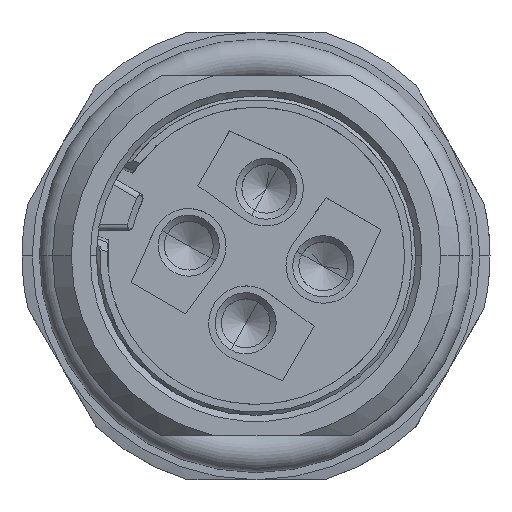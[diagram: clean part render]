
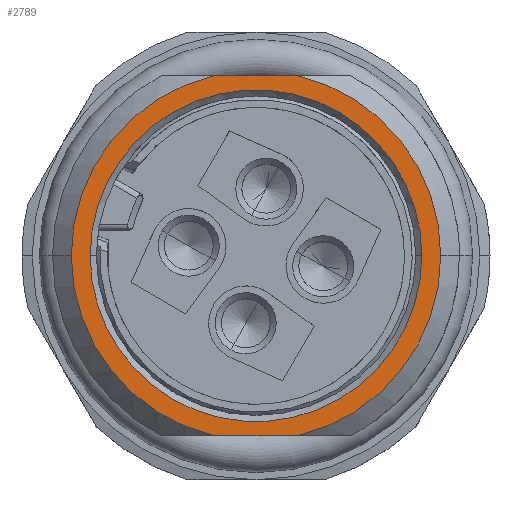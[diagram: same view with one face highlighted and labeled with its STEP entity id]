
A CAD part, top view. The second image highlights one B-rep face of the part: STEP entity #2789.
In plain terms, the highlighted planar face has unit normal (0, 0, 1).
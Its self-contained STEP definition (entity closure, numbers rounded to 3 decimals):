
#2689=AXIS2_PLACEMENT_3D('Circle Axis2P3D',#2687,#2688,$) ;
#2702=AXIS2_PLACEMENT_3D('Plane Axis2P3D',#2699,#2700,#2701) ;
#2706=AXIS2_PLACEMENT_3D('Circle Axis2P3D',#2704,#2705,$) ;
#2711=AXIS2_PLACEMENT_3D('Circle Axis2P3D',#2709,#2710,$) ;
#2718=AXIS2_PLACEMENT_3D('Circle Axis2P3D',#2716,#2717,$) ;
#2171=CARTESIAN_POINT('Vertex',(9.469,19.85,32.)) ;
#2174=CARTESIAN_POINT('Line Origine',(11.5,19.85,32.)) ;
#2178=CARTESIAN_POINT('Vertex',(13.531,19.85,32.)) ;
#2280=CARTESIAN_POINT('Vertex',(13.531,2.15,32.)) ;
#2283=CARTESIAN_POINT('Line Origine',(11.5,2.15,32.)) ;
#2287=CARTESIAN_POINT('Vertex',(9.469,2.15,32.)) ;
#2684=CARTESIAN_POINT('Vertex',(2.42,11.,32.)) ;
#2687=CARTESIAN_POINT('Axis2P3D Location',(11.5,11.,32.)) ;
#2699=CARTESIAN_POINT('Axis2P3D Location',(11.5,11.,32.)) ;
#2704=CARTESIAN_POINT('Axis2P3D Location',(11.5,11.,32.)) ;
#2709=CARTESIAN_POINT('Axis2P3D Location',(11.5,11.,32.)) ;
#2713=CARTESIAN_POINT('Vertex',(20.58,11.,32.)) ;
#2716=CARTESIAN_POINT('Axis2P3D Location',(11.5,11.,32.)) ;
#2730=CARTESIAN_POINT('Control Point',(3.35,11.,32.)) ;
#2731=CARTESIAN_POINT('Control Point',(3.35,11.839,32.)) ;
#2732=CARTESIAN_POINT('Control Point',(3.458,12.678,32.)) ;
#2733=CARTESIAN_POINT('Control Point',(3.674,13.499,32.)) ;
#2734=CARTESIAN_POINT('Control Point',(4.312,15.066,32.)) ;
#2735=CARTESIAN_POINT('Control Point',(5.327,16.42,32.)) ;
#2736=CARTESIAN_POINT('Control Point',(5.919,17.028,32.)) ;
#2737=CARTESIAN_POINT('Control Point',(7.246,18.078,32.)) ;
#2738=CARTESIAN_POINT('Control Point',(8.796,18.757,32.)) ;
#2739=CARTESIAN_POINT('Control Point',(9.61,18.995,32.)) ;
#2740=CARTESIAN_POINT('Control Point',(11.282,19.255,32.)) ;
#2741=CARTESIAN_POINT('Control Point',(12.966,19.083,32.)) ;
#2742=CARTESIAN_POINT('Control Point',(13.792,18.889,32.)) ;
#2743=CARTESIAN_POINT('Control Point',(15.375,18.292,32.)) ;
#2744=CARTESIAN_POINT('Control Point',(16.756,17.314,32.)) ;
#2745=CARTESIAN_POINT('Control Point',(17.379,16.738,32.)) ;
#2746=CARTESIAN_POINT('Control Point',(18.463,15.439,32.)) ;
#2747=CARTESIAN_POINT('Control Point',(19.183,13.908,32.)) ;
#2748=CARTESIAN_POINT('Control Point',(19.442,13.1,32.)) ;
#2749=CARTESIAN_POINT('Control Point',(19.61,12.182,32.)) ;
#2750=CARTESIAN_POINT('Control Point',(19.647,11.258,32.)) ;
#2751=CARTESIAN_POINT('Control Point',(19.649,11.172,32.)) ;
#2752=CARTESIAN_POINT('Control Point',(19.65,11.086,32.)) ;
#2753=CARTESIAN_POINT('Control Point',(19.65,11.,32.)) ;
#2754=CARTESIAN_POINT('Vertex',(3.35,11.,32.)) ;
#2756=CARTESIAN_POINT('Vertex',(19.65,11.,32.)) ;
#2760=CARTESIAN_POINT('Control Point',(19.65,11.,32.)) ;
#2761=CARTESIAN_POINT('Control Point',(19.65,10.161,32.)) ;
#2762=CARTESIAN_POINT('Control Point',(19.542,9.322,32.)) ;
#2763=CARTESIAN_POINT('Control Point',(19.326,8.501,32.)) ;
#2764=CARTESIAN_POINT('Control Point',(18.688,6.934,32.)) ;
#2765=CARTESIAN_POINT('Control Point',(17.673,5.58,32.)) ;
#2766=CARTESIAN_POINT('Control Point',(17.081,4.972,32.)) ;
#2767=CARTESIAN_POINT('Control Point',(15.754,3.922,32.)) ;
#2768=CARTESIAN_POINT('Control Point',(14.204,3.243,32.)) ;
#2769=CARTESIAN_POINT('Control Point',(13.39,3.005,32.)) ;
#2770=CARTESIAN_POINT('Control Point',(11.718,2.745,32.)) ;
#2771=CARTESIAN_POINT('Control Point',(10.034,2.917,32.)) ;
#2772=CARTESIAN_POINT('Control Point',(9.208,3.111,32.)) ;
#2773=CARTESIAN_POINT('Control Point',(7.625,3.708,32.)) ;
#2774=CARTESIAN_POINT('Control Point',(6.244,4.686,32.)) ;
#2775=CARTESIAN_POINT('Control Point',(5.621,5.262,32.)) ;
#2776=CARTESIAN_POINT('Control Point',(4.537,6.561,32.)) ;
#2777=CARTESIAN_POINT('Control Point',(3.817,8.092,32.)) ;
#2778=CARTESIAN_POINT('Control Point',(3.558,8.9,32.)) ;
#2779=CARTESIAN_POINT('Control Point',(3.39,9.818,32.)) ;
#2780=CARTESIAN_POINT('Control Point',(3.353,10.742,32.)) ;
#2781=CARTESIAN_POINT('Control Point',(3.351,10.828,32.)) ;
#2782=CARTESIAN_POINT('Control Point',(3.35,10.914,32.)) ;
#2783=CARTESIAN_POINT('Control Point',(3.35,11.,32.)) ;
#2175=DIRECTION('Vector Direction',(1.,0.,0.)) ;
#2284=DIRECTION('Vector Direction',(-1.,0.,0.)) ;
#2688=DIRECTION('Axis2P3D Direction',(0.,-0.,-1.)) ;
#2700=DIRECTION('Axis2P3D Direction',(0.,0.,1.)) ;
#2701=DIRECTION('Axis2P3D XDirection',(-1.,0.,0.)) ;
#2705=DIRECTION('Axis2P3D Direction',(0.,0.,1.)) ;
#2710=DIRECTION('Axis2P3D Direction',(0.,0.,1.)) ;
#2717=DIRECTION('Axis2P3D Direction',(0.,0.,1.)) ;
#2176=VECTOR('Line Direction',#2175,1.) ;
#2285=VECTOR('Line Direction',#2284,1.) ;
#2722=ORIENTED_EDGE('',*,*,#2180,.F.) ;
#2723=ORIENTED_EDGE('',*,*,#2691,.T.) ;
#2724=ORIENTED_EDGE('',*,*,#2708,.T.) ;
#2725=ORIENTED_EDGE('',*,*,#2289,.F.) ;
#2726=ORIENTED_EDGE('',*,*,#2715,.T.) ;
#2727=ORIENTED_EDGE('',*,*,#2720,.T.) ;
#2786=ORIENTED_EDGE('',*,*,#2758,.T.) ;
#2787=ORIENTED_EDGE('',*,*,#2784,.T.) ;
#2788=FACE_BOUND('',#2785,.T.) ;
#2789=ADVANCED_FACE('MANIFOLD_SOLID_BREP #32',(#2728,#2788),#2703,.T.) ;
#2729=B_SPLINE_CURVE_WITH_KNOTS('',5,(#2730,#2731,#2732,#2733,#2734,#2735,#2736,#2737,#2738,#2739,#2740,#2741,#2742,#2743,#2744,#2745,#2746,#2747,#2748,#2749,#2750,#2751,#2752,#2753),.UNSPECIFIED.,.F.,.U.,(6,3,3,3,3,3,3,6),(0.,5.934,11.867,17.801,23.734,29.668,35.601,36.209),.UNSPECIFIED.) ;
#2759=B_SPLINE_CURVE_WITH_KNOTS('',5,(#2760,#2761,#2762,#2763,#2764,#2765,#2766,#2767,#2768,#2769,#2770,#2771,#2772,#2773,#2774,#2775,#2776,#2777,#2778,#2779,#2780,#2781,#2782,#2783),.UNSPECIFIED.,.F.,.U.,(6,3,3,3,3,3,3,6),(0.,5.934,11.867,17.801,23.734,29.668,35.601,36.209),.UNSPECIFIED.) ;
#2690=CIRCLE('generated circle',#2689,9.08) ;
#2707=CIRCLE('generated circle',#2706,9.08) ;
#2712=CIRCLE('generated circle',#2711,9.08) ;
#2719=CIRCLE('generated circle',#2718,9.08) ;
#2180=EDGE_CURVE('',#2172,#2179,#2177,.T.) ;
#2289=EDGE_CURVE('',#2281,#2288,#2286,.T.) ;
#2691=EDGE_CURVE('',#2172,#2685,#2690,.F.) ;
#2708=EDGE_CURVE('',#2685,#2288,#2707,.T.) ;
#2715=EDGE_CURVE('',#2281,#2714,#2712,.T.) ;
#2720=EDGE_CURVE('',#2714,#2179,#2719,.T.) ;
#2758=EDGE_CURVE('',#2755,#2757,#2729,.T.) ;
#2784=EDGE_CURVE('',#2757,#2755,#2759,.T.) ;
#2721=EDGE_LOOP('',(#2722,#2723,#2724,#2725,#2726,#2727)) ;
#2785=EDGE_LOOP('',(#2786,#2787)) ;
#2728=FACE_OUTER_BOUND('',#2721,.T.) ;
#2177=LINE('Line',#2174,#2176) ;
#2286=LINE('Line',#2283,#2285) ;
#2703=PLANE('',#2702) ;
#2172=VERTEX_POINT('',#2171) ;
#2179=VERTEX_POINT('',#2178) ;
#2281=VERTEX_POINT('',#2280) ;
#2288=VERTEX_POINT('',#2287) ;
#2685=VERTEX_POINT('',#2684) ;
#2714=VERTEX_POINT('',#2713) ;
#2755=VERTEX_POINT('',#2754) ;
#2757=VERTEX_POINT('',#2756) ;
